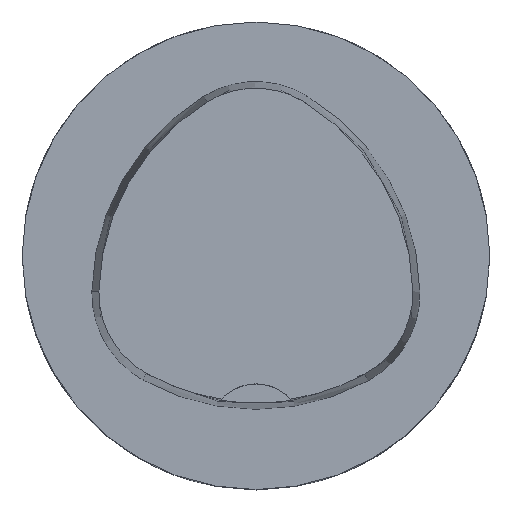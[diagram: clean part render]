
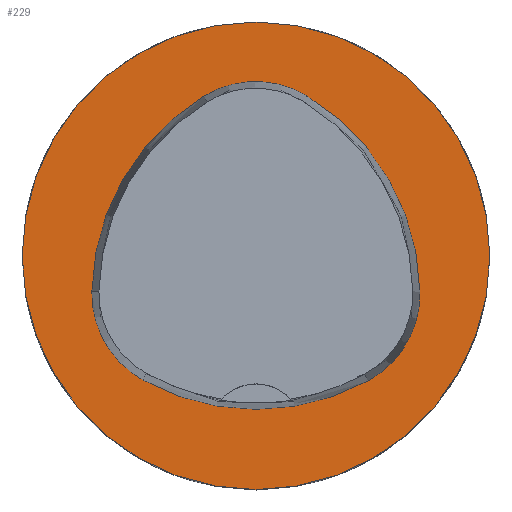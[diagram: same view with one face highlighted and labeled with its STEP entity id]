
A CAD part, top view. The second image highlights one B-rep face of the part: STEP entity #229.
In plain terms, the highlighted planar face has unit normal (0, 0, 1).
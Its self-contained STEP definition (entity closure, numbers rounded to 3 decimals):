
#229=ADVANCED_FACE('',(#440,#441),#274,.T.);
#274=PLANE('',#1296);
#440=FACE_BOUND('',#500,.T.);
#441=FACE_BOUND('',#501,.T.);
#500=EDGE_LOOP('',(#706,#707,#708,#709,#710,#711));
#501=EDGE_LOOP('',(#712));
#706=ORIENTED_EDGE('',*,*,#1042,.T.);
#707=ORIENTED_EDGE('',*,*,#1022,.T.);
#708=ORIENTED_EDGE('',*,*,#1026,.T.);
#709=ORIENTED_EDGE('',*,*,#1029,.T.);
#710=ORIENTED_EDGE('',*,*,#1032,.T.);
#711=ORIENTED_EDGE('',*,*,#1040,.T.);
#712=ORIENTED_EDGE('',*,*,#1045,.F.);
#901=VERTEX_POINT('',#2067);
#902=VERTEX_POINT('',#2068);
#905=VERTEX_POINT('',#2076);
#907=VERTEX_POINT('',#2082);
#909=VERTEX_POINT('',#2088);
#916=VERTEX_POINT('',#2109);
#917=VERTEX_POINT('',#2119);
#1022=EDGE_CURVE('',#901,#902,#1110,.T.);
#1026=EDGE_CURVE('',#902,#905,#1112,.T.);
#1029=EDGE_CURVE('',#905,#907,#1114,.T.);
#1032=EDGE_CURVE('',#907,#909,#1116,.T.);
#1040=EDGE_CURVE('',#909,#916,#1120,.T.);
#1042=EDGE_CURVE('',#916,#901,#1122,.T.);
#1045=EDGE_CURVE('',#917,#917,#1125,.T.);
#1110=CIRCLE('',#1273,20.);
#1112=CIRCLE('',#1276,8.5);
#1114=CIRCLE('',#1279,20.);
#1116=CIRCLE('',#1282,8.5);
#1120=CIRCLE('',#1287,20.);
#1122=CIRCLE('',#1290,8.5);
#1125=CIRCLE('',#1295,20.);
#1273=AXIS2_PLACEMENT_3D('',#2066,#1512,#1513);
#1276=AXIS2_PLACEMENT_3D('',#2075,#1520,#1521);
#1279=AXIS2_PLACEMENT_3D('',#2081,#1527,#1528);
#1282=AXIS2_PLACEMENT_3D('',#2087,#1534,#1535);
#1287=AXIS2_PLACEMENT_3D('',#2110,#1546,#1547);
#1290=AXIS2_PLACEMENT_3D('',#2113,#1552,#1553);
#1295=AXIS2_PLACEMENT_3D('',#2118,#1562,#1563);
#1296=AXIS2_PLACEMENT_3D('',#2120,#1564,#1565);
#1512=DIRECTION('',(0.,0.,-1.));
#1513=DIRECTION('',(-1.,0.,0.));
#1520=DIRECTION('',(0.,0.,-1.));
#1521=DIRECTION('',(-1.,0.,0.));
#1527=DIRECTION('',(0.,0.,-1.));
#1528=DIRECTION('',(-1.,0.,0.));
#1534=DIRECTION('',(0.,0.,-1.));
#1535=DIRECTION('',(-1.,0.,0.));
#1546=DIRECTION('',(0.,0.,-1.));
#1547=DIRECTION('',(-1.,0.,0.));
#1552=DIRECTION('',(0.,0.,-1.));
#1553=DIRECTION('',(-1.,0.,0.));
#1562=DIRECTION('',(0.,0.,-1.));
#1563=DIRECTION('',(-1.,0.,0.));
#1564=DIRECTION('',(0.,0.,1.));
#1565=DIRECTION('',(1.,0.,0.));
#2066=CARTESIAN_POINT('',(5.955,-3.414,0.));
#2067=CARTESIAN_POINT('',(-14.041,-3.042,0.));
#2068=CARTESIAN_POINT('',(-4.472,13.653,0.));
#2075=CARTESIAN_POINT('',(-0.04,6.4,0.));
#2076=CARTESIAN_POINT('',(4.347,13.68,0.));
#2081=CARTESIAN_POINT('',(-5.976,-3.45,0.));
#2082=CARTESIAN_POINT('',(14.021,-3.075,0.));
#2087=CARTESIAN_POINT('',(5.522,-3.235,0.));
#2088=CARTESIAN_POINT('',(9.588,-10.699,0.));
#2109=CARTESIAN_POINT('',(-9.655,-10.639,0.));
#2110=CARTESIAN_POINT('',(0.022,6.864,0.));
#2113=CARTESIAN_POINT('',(-5.543,-3.2,0.));
#2118=CARTESIAN_POINT('',(0.,0.,0.));
#2119=CARTESIAN_POINT('',(-20.,0.,0.));
#2120=CARTESIAN_POINT('',(0.,0.,0.));
